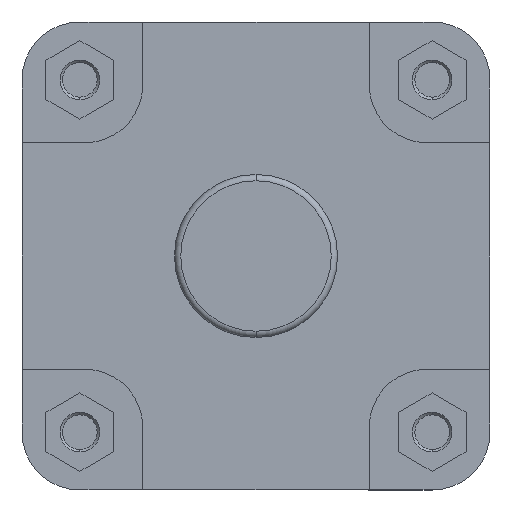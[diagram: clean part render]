
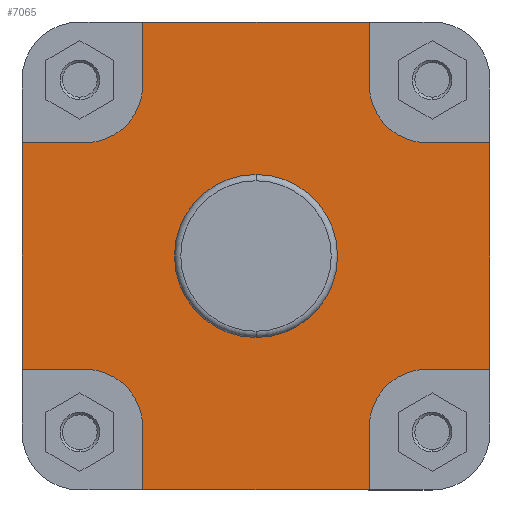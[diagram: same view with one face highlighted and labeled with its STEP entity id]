
A CAD part, left-side view. The second image highlights one B-rep face of the part: STEP entity #7065.
In plain terms, the highlighted planar face has unit normal (-1, 0, 0).
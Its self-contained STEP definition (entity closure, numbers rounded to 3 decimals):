
#198 = CARTESIAN_POINT ( 'NONE',  ( 55., 93., 45. ) ) ;
#201 = CARTESIAN_POINT ( 'NONE',  ( 55., 68., -45. ) ) ;
#202 = CARTESIAN_POINT ( 'NONE',  ( 55., 45., -68. ) ) ;
#210 = CARTESIAN_POINT ( 'NONE',  ( 55., -68., -45. ) ) ;
#213 = CARTESIAN_POINT ( 'NONE',  ( 55., 68., 45. ) ) ;
#221 = CARTESIAN_POINT ( 'NONE',  ( 55., 0., -32.4 ) ) ;
#223 = CARTESIAN_POINT ( 'NONE',  ( 55., 45., -93. ) ) ;
#228 = CARTESIAN_POINT ( 'NONE',  ( 55., 0., 32.4 ) ) ;
#261 = CARTESIAN_POINT ( 'NONE',  ( 55., -93., -45. ) ) ;
#262 = CARTESIAN_POINT ( 'NONE',  ( 55., -45., -93. ) ) ;
#263 = CARTESIAN_POINT ( 'NONE',  ( 55., -45., 68. ) ) ;
#305 = CARTESIAN_POINT ( 'NONE',  ( 55., -93., 45. ) ) ;
#306 = CARTESIAN_POINT ( 'NONE',  ( 55., 45., 93. ) ) ;
#307 = CARTESIAN_POINT ( 'NONE',  ( 55., -45., 93. ) ) ;
#308 = CARTESIAN_POINT ( 'NONE',  ( 55., 45., 68. ) ) ;
#311 = CARTESIAN_POINT ( 'NONE',  ( 55., -68., 45. ) ) ;
#326 = CARTESIAN_POINT ( 'NONE',  ( 55., -45., -68. ) ) ;
#445 = CARTESIAN_POINT ( 'NONE',  ( 55., 93., -45. ) ) ;
#818 = CARTESIAN_POINT ( 'NONE',  ( 55., 0., 0. ) ) ;
#827 = DIRECTION ( 'NONE',  ( -1., 0., 0. ) ) ;
#828 = DIRECTION ( 'NONE',  ( 0., 0., 1. ) ) ;
#925 = CARTESIAN_POINT ( 'NONE',  ( 55., 0., 0. ) ) ;
#932 = DIRECTION ( 'NONE',  ( -1., 0., 0. ) ) ;
#933 = DIRECTION ( 'NONE',  ( 0., 0., 1. ) ) ;
#968 = CARTESIAN_POINT ( 'NONE',  ( 55., -68., -68. ) ) ;
#972 = CARTESIAN_POINT ( 'NONE',  ( 55., -93., -45. ) ) ;
#975 = DIRECTION ( 'NONE',  ( -1., 0., 0. ) ) ;
#976 = DIRECTION ( 'NONE',  ( 0., 0., -1. ) ) ;
#977 = CARTESIAN_POINT ( 'NONE',  ( 55., -204.741, -93. ) ) ;
#978 = DIRECTION ( 'NONE',  ( 0., 1., 0. ) ) ;
#979 = CARTESIAN_POINT ( 'NONE',  ( 55., -45., -68. ) ) ;
#980 = DIRECTION ( 'NONE',  ( 0., -1., 0. ) ) ;
#981 = CARTESIAN_POINT ( 'NONE',  ( 55., -93., 0. ) ) ;
#982 = DIRECTION ( 'NONE',  ( 0., 0., -1. ) ) ;
#983 = DIRECTION ( 'NONE',  ( 0., 0., 1. ) ) ;
#984 = CARTESIAN_POINT ( 'NONE',  ( 55., -45., 93. ) ) ;
#985 = CARTESIAN_POINT ( 'NONE',  ( 55., -68., 45. ) ) ;
#986 = DIRECTION ( 'NONE',  ( 0., -1., 0. ) ) ;
#987 = CARTESIAN_POINT ( 'NONE',  ( 55., -68., 68. ) ) ;
#988 = DIRECTION ( 'NONE',  ( -1., 0., 0. ) ) ;
#989 = DIRECTION ( 'NONE',  ( 0., 0., -1. ) ) ;
#990 = CARTESIAN_POINT ( 'NONE',  ( 55., -204.741, 93. ) ) ;
#991 = DIRECTION ( 'NONE',  ( 0., 0., -1. ) ) ;
#992 = DIRECTION ( 'NONE',  ( 0., -1., 0. ) ) ;
#993 = CARTESIAN_POINT ( 'NONE',  ( 55., 93., 45. ) ) ;
#994 = CARTESIAN_POINT ( 'NONE',  ( 55., 45., 68. ) ) ;
#995 = DIRECTION ( 'NONE',  ( 0., 0., 1. ) ) ;
#996 = CARTESIAN_POINT ( 'NONE',  ( 55., 68., 68. ) ) ;
#997 = DIRECTION ( 'NONE',  ( -1., 0., 0. ) ) ;
#998 = DIRECTION ( 'NONE',  ( 0., 0., -1. ) ) ;
#999 = CARTESIAN_POINT ( 'NONE',  ( 55., 93., 0. ) ) ;
#1000 = DIRECTION ( 'NONE',  ( 0., -1., 0. ) ) ;
#1001 = DIRECTION ( 'NONE',  ( 0., 0., 1. ) ) ;
#1002 = CARTESIAN_POINT ( 'NONE',  ( 55., 45., -93. ) ) ;
#1003 = CARTESIAN_POINT ( 'NONE',  ( 55., 68., -45. ) ) ;
#1004 = DIRECTION ( 'NONE',  ( 0., 1., 0. ) ) ;
#1005 = CARTESIAN_POINT ( 'NONE',  ( 55., 68., -68. ) ) ;
#1006 = DIRECTION ( 'NONE',  ( -1., 0., 0. ) ) ;
#1007 = DIRECTION ( 'NONE',  ( 0., 0., -1. ) ) ;
#1010 = DIRECTION ( 'NONE',  ( 0., 0., 1. ) ) ;
#1322 = CIRCLE ( 'NONE', #6671, 32.4 ) ;
#1335 = LINE ( 'NONE', #979, #1349 ) ;
#1342 = LINE ( 'NONE', #977, #1348 ) ;
#1343 = VECTOR ( 'NONE', #978, 1000. ) ;
#1344 = LINE ( 'NONE', #981, #1351 ) ;
#1346 = LINE ( 'NONE', #972, #1343 ) ;
#1347 = CIRCLE ( 'NONE', #6690, 23. ) ;
#1348 = VECTOR ( 'NONE', #980, 1000. ) ;
#1349 = VECTOR ( 'NONE', #982, 1000. ) ;
#1351 = VECTOR ( 'NONE', #983, 1000. ) ;
#1352 = VECTOR ( 'NONE', #991, 1000. ) ;
#1353 = LINE ( 'NONE', #985, #1354 ) ;
#1354 = VECTOR ( 'NONE', #986, 1000. ) ;
#1355 = LINE ( 'NONE', #990, #1358 ) ;
#1356 = LINE ( 'NONE', #984, #1352 ) ;
#1357 = CIRCLE ( 'NONE', #6692, 23. ) ;
#1358 = VECTOR ( 'NONE', #992, 1000. ) ;
#1359 = VECTOR ( 'NONE', #1000, 1000. ) ;
#1360 = LINE ( 'NONE', #994, #1361 ) ;
#1361 = VECTOR ( 'NONE', #995, 1000. ) ;
#1362 = LINE ( 'NONE', #999, #1365 ) ;
#1363 = LINE ( 'NONE', #993, #1359 ) ;
#1364 = CIRCLE ( 'NONE', #6694, 23. ) ;
#1365 = VECTOR ( 'NONE', #1001, 1000. ) ;
#1366 = VECTOR ( 'NONE', #1010, 1000. ) ;
#1367 = LINE ( 'NONE', #1003, #1368 ) ;
#1368 = VECTOR ( 'NONE', #1004, 1000. ) ;
#1371 = LINE ( 'NONE', #1002, #1366 ) ;
#1372 = CIRCLE ( 'NONE', #6695, 23. ) ;
#1575 = FACE_OUTER_BOUND ( 'NONE', #3046, .T. ) ;
#1577 = FACE_BOUND ( 'NONE', #3062, .T. ) ;
#2111 = CARTESIAN_POINT ( 'NONE',  ( 55., 32.4, 0. ) ) ;
#2120 = PLANE ( 'NONE',  #6769 ) ;
#2121 = DIRECTION ( 'NONE',  ( 1., 0., 0. ) ) ;
#2122 = DIRECTION ( 'NONE',  ( 0., 0., -1. ) ) ;
#3046 = EDGE_LOOP ( 'NONE', ( #4556, #4555, #4554, #4553, #4552, #4551, #4550, #4549, #4548, #4547, #4546, #4545, #4544, #4543, #4542, #4541 ) ) ;
#3062 = EDGE_LOOP ( 'NONE', ( #4558, #4557 ) ) ;
#4378 = CIRCLE ( 'NONE', #6672, 32.4 ) ;
#4541 = ORIENTED_EDGE ( 'NONE', *, *, #6447, .F. ) ;
#4542 = ORIENTED_EDGE ( 'NONE', *, *, #6446, .F. ) ;
#4543 = ORIENTED_EDGE ( 'NONE', *, *, #6445, .F. ) ;
#4544 = ORIENTED_EDGE ( 'NONE', *, *, #6444, .F. ) ;
#4545 = ORIENTED_EDGE ( 'NONE', *, *, #6443, .F. ) ;
#4546 = ORIENTED_EDGE ( 'NONE', *, *, #6442, .F. ) ;
#4547 = ORIENTED_EDGE ( 'NONE', *, *, #6441, .F. ) ;
#4548 = ORIENTED_EDGE ( 'NONE', *, *, #6440, .F. ) ;
#4549 = ORIENTED_EDGE ( 'NONE', *, *, #6439, .F. ) ;
#4550 = ORIENTED_EDGE ( 'NONE', *, *, #6438, .F. ) ;
#4551 = ORIENTED_EDGE ( 'NONE', *, *, #6437, .F. ) ;
#4552 = ORIENTED_EDGE ( 'NONE', *, *, #6436, .T. ) ;
#4553 = ORIENTED_EDGE ( 'NONE', *, *, #6433, .F. ) ;
#4554 = ORIENTED_EDGE ( 'NONE', *, *, #6432, .F. ) ;
#4555 = ORIENTED_EDGE ( 'NONE', *, *, #6435, .F. ) ;
#4556 = ORIENTED_EDGE ( 'NONE', *, *, #6434, .T. ) ;
#4557 = ORIENTED_EDGE ( 'NONE', *, *, #6416, .F. ) ;
#4558 = ORIENTED_EDGE ( 'NONE', *, *, #6368, .F. ) ;
#5333 = VERTEX_POINT ( 'NONE', #198 ) ;
#5337 = VERTEX_POINT ( 'NONE', #201 ) ;
#5338 = VERTEX_POINT ( 'NONE', #202 ) ;
#5354 = VERTEX_POINT ( 'NONE', #210 ) ;
#5359 = VERTEX_POINT ( 'NONE', #213 ) ;
#5376 = VERTEX_POINT ( 'NONE', #221 ) ;
#5378 = VERTEX_POINT ( 'NONE', #223 ) ;
#5384 = VERTEX_POINT ( 'NONE', #228 ) ;
#5422 = VERTEX_POINT ( 'NONE', #261 ) ;
#5423 = VERTEX_POINT ( 'NONE', #262 ) ;
#5424 = VERTEX_POINT ( 'NONE', #263 ) ;
#5466 = VERTEX_POINT ( 'NONE', #305 ) ;
#5467 = VERTEX_POINT ( 'NONE', #306 ) ;
#5468 = VERTEX_POINT ( 'NONE', #307 ) ;
#5469 = VERTEX_POINT ( 'NONE', #308 ) ;
#5472 = VERTEX_POINT ( 'NONE', #311 ) ;
#5499 = VERTEX_POINT ( 'NONE', #326 ) ;
#5630 = VERTEX_POINT ( 'NONE', #445 ) ;
#6368 = EDGE_CURVE ( 'NONE', #5384, #5376, #4378, .T. ) ;
#6416 = EDGE_CURVE ( 'NONE', #5376, #5384, #1322, .T. ) ;
#6432 = EDGE_CURVE ( 'NONE', #5354, #5499, #1347, .T. ) ;
#6433 = EDGE_CURVE ( 'NONE', #5422, #5354, #1346, .T. ) ;
#6434 = EDGE_CURVE ( 'NONE', #5378, #5423, #1342, .T. ) ;
#6435 = EDGE_CURVE ( 'NONE', #5499, #5423, #1335, .T. ) ;
#6436 = EDGE_CURVE ( 'NONE', #5422, #5466, #1344, .T. ) ;
#6437 = EDGE_CURVE ( 'NONE', #5472, #5466, #1353, .T. ) ;
#6438 = EDGE_CURVE ( 'NONE', #5424, #5472, #1357, .T. ) ;
#6439 = EDGE_CURVE ( 'NONE', #5468, #5424, #1356, .T. ) ;
#6440 = EDGE_CURVE ( 'NONE', #5467, #5468, #1355, .T. ) ;
#6441 = EDGE_CURVE ( 'NONE', #5469, #5467, #1360, .T. ) ;
#6442 = EDGE_CURVE ( 'NONE', #5359, #5469, #1364, .T. ) ;
#6443 = EDGE_CURVE ( 'NONE', #5333, #5359, #1363, .T. ) ;
#6444 = EDGE_CURVE ( 'NONE', #5630, #5333, #1362, .T. ) ;
#6445 = EDGE_CURVE ( 'NONE', #5337, #5630, #1367, .T. ) ;
#6446 = EDGE_CURVE ( 'NONE', #5338, #5337, #1372, .T. ) ;
#6447 = EDGE_CURVE ( 'NONE', #5378, #5338, #1371, .T. ) ;
#6671 = AXIS2_PLACEMENT_3D ( 'NONE', #925, #932, #933 ) ;
#6672 = AXIS2_PLACEMENT_3D ( 'NONE', #818, #827, #828 ) ;
#6690 = AXIS2_PLACEMENT_3D ( 'NONE', #968, #975, #976 ) ;
#6692 = AXIS2_PLACEMENT_3D ( 'NONE', #987, #988, #989 ) ;
#6694 = AXIS2_PLACEMENT_3D ( 'NONE', #996, #997, #998 ) ;
#6695 = AXIS2_PLACEMENT_3D ( 'NONE', #1005, #1006, #1007 ) ;
#6769 = AXIS2_PLACEMENT_3D ( 'NONE', #2111, #2121, #2122 ) ;
#7065 = ADVANCED_FACE ( 'NONE', ( #1577, #1575 ), #2120, .F. ) ;
